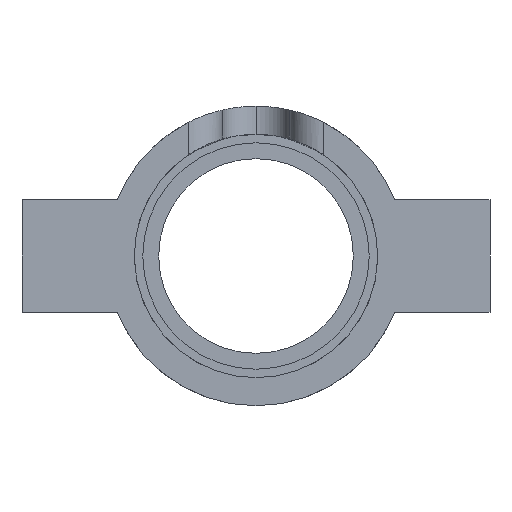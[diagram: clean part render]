
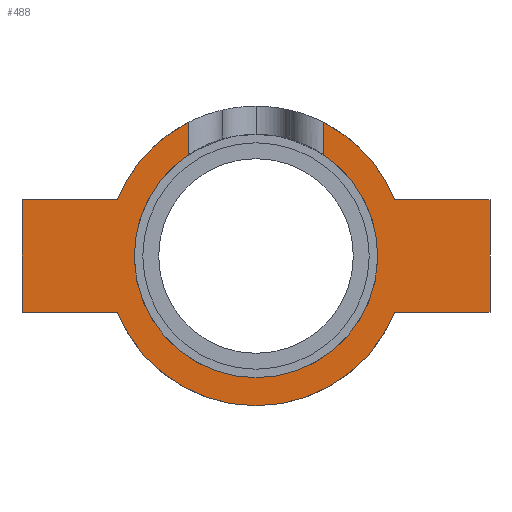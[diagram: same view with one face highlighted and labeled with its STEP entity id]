
A CAD part, front view. The second image highlights one B-rep face of the part: STEP entity #488.
In plain terms, the highlighted planar face has unit normal (0, -1, 0).
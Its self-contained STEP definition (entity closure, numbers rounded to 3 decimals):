
#7 = VERTEX_POINT ( 'NONE', #772 ) ;
#13 = ORIENTED_EDGE ( 'NONE', *, *, #585, .T. ) ;
#16 = DIRECTION ( 'NONE',  ( 0., -1., 0. ) ) ;
#51 = AXIS2_PLACEMENT_3D ( 'NONE', #995, #265, #374 ) ;
#58 = LINE ( 'NONE', #1066, #789 ) ;
#60 = CARTESIAN_POINT ( 'NONE',  ( 18., -20., 35.721 ) ) ;
#70 = AXIS2_PLACEMENT_3D ( 'NONE', #1086, #381, #81 ) ;
#76 = EDGE_CURVE ( 'NONE', #677, #87, #317, .T. ) ;
#81 = DIRECTION ( 'NONE',  ( 0., 0., -1. ) ) ;
#87 = VERTEX_POINT ( 'NONE', #784 ) ;
#89 = VECTOR ( 'NONE', #1293, 1000. ) ;
#106 = ORIENTED_EDGE ( 'NONE', *, *, #1067, .T. ) ;
#143 = ORIENTED_EDGE ( 'NONE', *, *, #1265, .F. ) ;
#149 = VECTOR ( 'NONE', #785, 1000. ) ;
#157 = ORIENTED_EDGE ( 'NONE', *, *, #997, .T. ) ;
#168 = EDGE_CURVE ( 'NONE', #252, #831, #495, .T. ) ;
#174 = VECTOR ( 'NONE', #1218, 1000. ) ;
#192 = VECTOR ( 'NONE', #940, 1000. ) ;
#208 = VERTEX_POINT ( 'NONE', #1099 ) ;
#235 = CIRCLE ( 'NONE', #51, 32.5 ) ;
#248 = LINE ( 'NONE', #759, #192 ) ;
#252 = VERTEX_POINT ( 'NONE', #928 ) ;
#265 = DIRECTION ( 'NONE',  ( 0., 1., 0. ) ) ;
#276 = CARTESIAN_POINT ( 'NONE',  ( -37.081, -20., -15. ) ) ;
#306 = ORIENTED_EDGE ( 'NONE', *, *, #929, .T. ) ;
#310 = DIRECTION ( 'NONE',  ( 0., 0., -1. ) ) ;
#317 = CIRCLE ( 'NONE', #1093, 32.5 ) ;
#329 = EDGE_CURVE ( 'NONE', #208, #677, #235, .T. ) ;
#337 = FACE_OUTER_BOUND ( 'NONE', #546, .T. ) ;
#340 = CIRCLE ( 'NONE', #70, 40. ) ;
#343 = VECTOR ( 'NONE', #1225, 1000. ) ;
#357 = VERTEX_POINT ( 'NONE', #60 ) ;
#363 = ORIENTED_EDGE ( 'NONE', *, *, #76, .T. ) ;
#374 = DIRECTION ( 'NONE',  ( 0., 0., -1. ) ) ;
#381 = DIRECTION ( 'NONE',  ( 0., -1., 0. ) ) ;
#395 = CARTESIAN_POINT ( 'NONE',  ( -62.5, -20., -15. ) ) ;
#426 = CARTESIAN_POINT ( 'NONE',  ( -62.5, -20., 0. ) ) ;
#435 = CARTESIAN_POINT ( 'NONE',  ( 0., -20., 0. ) ) ;
#439 = EDGE_CURVE ( 'NONE', #7, #831, #840, .T. ) ;
#441 = CARTESIAN_POINT ( 'NONE',  ( 0., -20., 15. ) ) ;
#450 = EDGE_CURVE ( 'NONE', #1131, #7, #1115, .T. ) ;
#456 = VECTOR ( 'NONE', #1064, 1000. ) ;
#465 = CARTESIAN_POINT ( 'NONE',  ( 0., -20., -32.5 ) ) ;
#467 = DIRECTION ( 'NONE',  ( 0., 0., 1. ) ) ;
#473 = LINE ( 'NONE', #584, #149 ) ;
#484 = DIRECTION ( 'NONE',  ( 0., 0., -1. ) ) ;
#488 = ADVANCED_FACE ( 'NONE', ( #337 ), #915, .T. ) ;
#495 = CIRCLE ( 'NONE', #1193, 40. ) ;
#502 = CARTESIAN_POINT ( 'NONE',  ( 0., -20., -40. ) ) ;
#509 = DIRECTION ( 'NONE',  ( 0., -1., 0. ) ) ;
#514 = DIRECTION ( 'NONE',  ( 0., 0., -1. ) ) ;
#546 = EDGE_LOOP ( 'NONE', ( #716, #13, #801, #363, #157, #1004, #948, #641, #952, #106, #1242, #143, #1295, #306 ) ) ;
#561 = LINE ( 'NONE', #441, #456 ) ;
#584 = CARTESIAN_POINT ( 'NONE',  ( 62.5, -20., 0. ) ) ;
#585 = EDGE_CURVE ( 'NONE', #357, #208, #58, .T. ) ;
#596 = DIRECTION ( 'NONE',  ( 0., 0., -1. ) ) ;
#610 = CARTESIAN_POINT ( 'NONE',  ( 0., -20., 0. ) ) ;
#641 = ORIENTED_EDGE ( 'NONE', *, *, #450, .F. ) ;
#661 = AXIS2_PLACEMENT_3D ( 'NONE', #678, #781, #596 ) ;
#677 = VERTEX_POINT ( 'NONE', #465 ) ;
#678 = CARTESIAN_POINT ( 'NONE',  ( 0., -20., 0. ) ) ;
#685 = AXIS2_PLACEMENT_3D ( 'NONE', #610, #16, #514 ) ;
#716 = ORIENTED_EDGE ( 'NONE', *, *, #732, .T. ) ;
#720 = AXIS2_PLACEMENT_3D ( 'NONE', #435, #1005, #1106 ) ;
#721 = CARTESIAN_POINT ( 'NONE',  ( 0., -20., 0. ) ) ;
#726 = CARTESIAN_POINT ( 'NONE',  ( 0., -20., 15. ) ) ;
#729 = CARTESIAN_POINT ( 'NONE',  ( 62.5, -20., -15. ) ) ;
#732 = EDGE_CURVE ( 'NONE', #1145, #357, #945, .T. ) ;
#735 = VERTEX_POINT ( 'NONE', #1285 ) ;
#737 = VERTEX_POINT ( 'NONE', #276 ) ;
#759 = CARTESIAN_POINT ( 'NONE',  ( 0., -20., -15. ) ) ;
#761 = VERTEX_POINT ( 'NONE', #502 ) ;
#772 = CARTESIAN_POINT ( 'NONE',  ( -62.5, -20., 15. ) ) ;
#781 = DIRECTION ( 'NONE',  ( 0., -1., 0. ) ) ;
#784 = CARTESIAN_POINT ( 'NONE',  ( -18., -20., 27.06 ) ) ;
#785 = DIRECTION ( 'NONE',  ( 0., 0., 1. ) ) ;
#789 = VECTOR ( 'NONE', #1256, 1000. ) ;
#796 = EDGE_CURVE ( 'NONE', #761, #735, #1175, .T. ) ;
#801 = ORIENTED_EDGE ( 'NONE', *, *, #329, .T. ) ;
#831 = VERTEX_POINT ( 'NONE', #1113 ) ;
#840 = LINE ( 'NONE', #726, #174 ) ;
#899 = CARTESIAN_POINT ( 'NONE',  ( 0., -20., -15. ) ) ;
#907 = EDGE_CURVE ( 'NONE', #1131, #737, #248, .T. ) ;
#915 = PLANE ( 'NONE',  #685 ) ;
#928 = CARTESIAN_POINT ( 'NONE',  ( -18., -20., 35.721 ) ) ;
#929 = EDGE_CURVE ( 'NONE', #1284, #1145, #561, .T. ) ;
#940 = DIRECTION ( 'NONE',  ( 1., 0., 0. ) ) ;
#945 = CIRCLE ( 'NONE', #661, 40. ) ;
#948 = ORIENTED_EDGE ( 'NONE', *, *, #439, .F. ) ;
#952 = ORIENTED_EDGE ( 'NONE', *, *, #907, .T. ) ;
#959 = DIRECTION ( 'NONE',  ( 0., 1., 0. ) ) ;
#960 = CARTESIAN_POINT ( 'NONE',  ( 37.081, -20., 15. ) ) ;
#967 = CARTESIAN_POINT ( 'NONE',  ( 0., -20., 0. ) ) ;
#995 = CARTESIAN_POINT ( 'NONE',  ( 0., -20., 0. ) ) ;
#997 = EDGE_CURVE ( 'NONE', #87, #252, #1033, .T. ) ;
#998 = CARTESIAN_POINT ( 'NONE',  ( 62.5, -20., 15. ) ) ;
#1004 = ORIENTED_EDGE ( 'NONE', *, *, #168, .T. ) ;
#1005 = DIRECTION ( 'NONE',  ( 0., -1., 0. ) ) ;
#1033 = LINE ( 'NONE', #1151, #1190 ) ;
#1064 = DIRECTION ( 'NONE',  ( -1., 0., 0. ) ) ;
#1066 = CARTESIAN_POINT ( 'NONE',  ( 18., -20., 31.229 ) ) ;
#1067 = EDGE_CURVE ( 'NONE', #737, #761, #340, .T. ) ;
#1086 = CARTESIAN_POINT ( 'NONE',  ( 0., -20., 0. ) ) ;
#1089 = EDGE_CURVE ( 'NONE', #1233, #1284, #473, .T. ) ;
#1093 = AXIS2_PLACEMENT_3D ( 'NONE', #967, #959, #484 ) ;
#1099 = CARTESIAN_POINT ( 'NONE',  ( 18., -20., 27.06 ) ) ;
#1106 = DIRECTION ( 'NONE',  ( 0., 0., -1. ) ) ;
#1113 = CARTESIAN_POINT ( 'NONE',  ( -37.081, -20., 15. ) ) ;
#1115 = LINE ( 'NONE', #426, #343 ) ;
#1131 = VERTEX_POINT ( 'NONE', #395 ) ;
#1145 = VERTEX_POINT ( 'NONE', #960 ) ;
#1151 = CARTESIAN_POINT ( 'NONE',  ( -18., -20., 0. ) ) ;
#1175 = CIRCLE ( 'NONE', #720, 40. ) ;
#1190 = VECTOR ( 'NONE', #467, 1000. ) ;
#1193 = AXIS2_PLACEMENT_3D ( 'NONE', #721, #509, #310 ) ;
#1212 = LINE ( 'NONE', #899, #89 ) ;
#1218 = DIRECTION ( 'NONE',  ( 1., 0., 0. ) ) ;
#1225 = DIRECTION ( 'NONE',  ( 0., 0., 1. ) ) ;
#1233 = VERTEX_POINT ( 'NONE', #729 ) ;
#1242 = ORIENTED_EDGE ( 'NONE', *, *, #796, .T. ) ;
#1256 = DIRECTION ( 'NONE',  ( 0., 0., -1. ) ) ;
#1265 = EDGE_CURVE ( 'NONE', #1233, #735, #1212, .T. ) ;
#1284 = VERTEX_POINT ( 'NONE', #998 ) ;
#1285 = CARTESIAN_POINT ( 'NONE',  ( 37.081, -20., -15. ) ) ;
#1293 = DIRECTION ( 'NONE',  ( -1., 0., 0. ) ) ;
#1295 = ORIENTED_EDGE ( 'NONE', *, *, #1089, .T. ) ;
